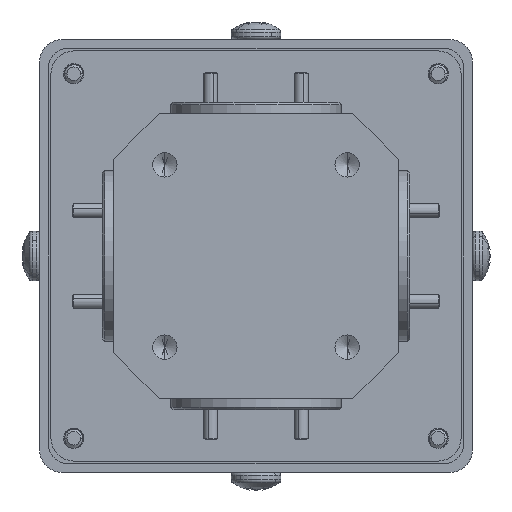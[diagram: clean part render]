
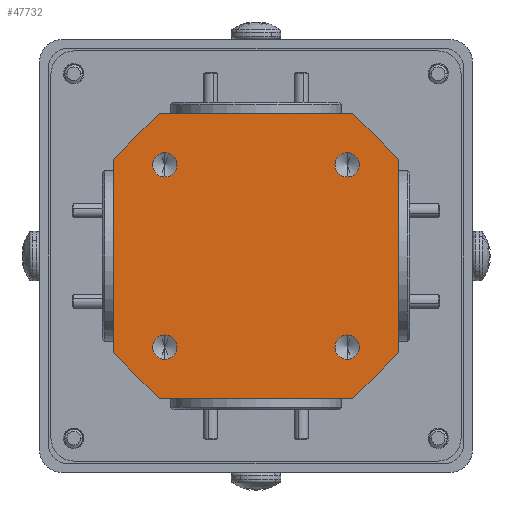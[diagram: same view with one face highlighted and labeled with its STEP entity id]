
A CAD part, front view. The second image highlights one B-rep face of the part: STEP entity #47732.
In plain terms, the highlighted planar face has unit normal (0, -1, 0).
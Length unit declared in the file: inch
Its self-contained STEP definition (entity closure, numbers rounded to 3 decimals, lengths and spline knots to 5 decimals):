
#427 = CARTESIAN_POINT ( 'NONE',  ( 0.4, 0., -0.4 ) ) ;
#508 = VERTEX_POINT ( 'NONE', #33369 ) ;
#681 = LINE ( 'NONE', #90572, #59405 ) ;
#1776 = VERTEX_POINT ( 'NONE', #120126 ) ;
#3192 = CIRCLE ( 'NONE', #78511, 0.05325 ) ;
#3724 = FACE_BOUND ( 'NONE', #130314, .T. ) ;
#5727 = VECTOR ( 'NONE', #7853, 39.37008 ) ;
#5775 = DIRECTION ( 'NONE',  ( 0., -1., 0. ) ) ;
#7843 = EDGE_LOOP ( 'NONE', ( #142111, #58165, #100332, #18666, #40561, #38592, #101878, #133105 ) ) ;
#7853 = DIRECTION ( 'NONE',  ( 1., 0., 0. ) ) ;
#7919 = VECTOR ( 'NONE', #113443, 39.37008 ) ;
#7995 = AXIS2_PLACEMENT_3D ( 'NONE', #74283, #5775, #114367 ) ;
#8097 = CIRCLE ( 'NONE', #7995, 0.05325 ) ;
#8269 = VERTEX_POINT ( 'NONE', #144110 ) ;
#9157 = VERTEX_POINT ( 'NONE', #81513 ) ;
#10197 = CARTESIAN_POINT ( 'NONE',  ( 0.425, 0., -0.625 ) ) ;
#10264 = EDGE_CURVE ( 'NONE', #22914, #53977, #142377, .T. ) ;
#11759 = DIRECTION ( 'NONE',  ( 0., -1., 0. ) ) ;
#12379 = CARTESIAN_POINT ( 'NONE',  ( -0.425, 0., -0.625 ) ) ;
#14776 = DIRECTION ( 'NONE',  ( 0., -1., 0. ) ) ;
#14981 = VERTEX_POINT ( 'NONE', #22983 ) ;
#15359 = CARTESIAN_POINT ( 'NONE',  ( 0.525, 0., -0.525 ) ) ;
#15500 = FACE_BOUND ( 'NONE', #79866, .T. ) ;
#15812 = EDGE_CURVE ( 'NONE', #115148, #1776, #131691, .T. ) ;
#15928 = AXIS2_PLACEMENT_3D ( 'NONE', #427, #34299, #101356 ) ;
#16781 = AXIS2_PLACEMENT_3D ( 'NONE', #59016, #138683, #37626 ) ;
#18020 = DIRECTION ( 'NONE',  ( 0., -1., 0. ) ) ;
#18191 = CARTESIAN_POINT ( 'NONE',  ( -0.625, 0., 0.625 ) ) ;
#18666 = ORIENTED_EDGE ( 'NONE', *, *, #81682, .T. ) ;
#18798 = EDGE_CURVE ( 'NONE', #88766, #1776, #105800, .T. ) ;
#20101 = EDGE_CURVE ( 'NONE', #14981, #137541, #55468, .T. ) ;
#21033 = CARTESIAN_POINT ( 'NONE',  ( -0.4, 0., 0.4 ) ) ;
#21353 = CARTESIAN_POINT ( 'NONE',  ( 0.4, 0., 0.4 ) ) ;
#22079 = CIRCLE ( 'NONE', #40893, 0.05325 ) ;
#22914 = VERTEX_POINT ( 'NONE', #10197 ) ;
#22983 = CARTESIAN_POINT ( 'NONE',  ( -0.4, 0., 0.34675 ) ) ;
#23541 = CARTESIAN_POINT ( 'NONE',  ( 0.625, 0., 0.425 ) ) ;
#25303 = CIRCLE ( 'NONE', #15928, 0.05325 ) ;
#28515 = VERTEX_POINT ( 'NONE', #63666 ) ;
#32702 = DIRECTION ( 'NONE',  ( 0., 0., 1. ) ) ;
#33369 = CARTESIAN_POINT ( 'NONE',  ( 0.4, 0., -0.34675 ) ) ;
#34299 = DIRECTION ( 'NONE',  ( 0., -1., 0. ) ) ;
#35411 = VERTEX_POINT ( 'NONE', #72968 ) ;
#37626 = DIRECTION ( 'NONE',  ( 0., 0., -1. ) ) ;
#38592 = ORIENTED_EDGE ( 'NONE', *, *, #112150, .T. ) ;
#38881 = EDGE_CURVE ( 'NONE', #145724, #9157, #44481, .T. ) ;
#39364 = CARTESIAN_POINT ( 'NONE',  ( -0.4, 0., 0.4 ) ) ;
#40561 = ORIENTED_EDGE ( 'NONE', *, *, #38881, .F. ) ;
#40893 = AXIS2_PLACEMENT_3D ( 'NONE', #97945, #72207, #51556 ) ;
#41390 = CARTESIAN_POINT ( 'NONE',  ( 0.625, 0., -0.425 ) ) ;
#41846 = CARTESIAN_POINT ( 'NONE',  ( -0.4, 0., 0.45325 ) ) ;
#42724 = EDGE_CURVE ( 'NONE', #88766, #142364, #135980, .T. ) ;
#43841 = VECTOR ( 'NONE', #32702, 39.37008 ) ;
#44481 = LINE ( 'NONE', #56265, #43841 ) ;
#47732 = ADVANCED_FACE ( 'NONE', ( #59713, #15500, #130477, #128277, #3724 ), #51578, .T. ) ;
#48530 = LINE ( 'NONE', #15359, #7919 ) ;
#51556 = DIRECTION ( 'NONE',  ( 0., 0., -1. ) ) ;
#51578 = PLANE ( 'NONE',  #104457 ) ;
#51730 = ORIENTED_EDGE ( 'NONE', *, *, #55221, .F. ) ;
#53977 = VERTEX_POINT ( 'NONE', #12379 ) ;
#55221 = EDGE_CURVE ( 'NONE', #104513, #8269, #8097, .T. ) ;
#55468 = CIRCLE ( 'NONE', #100166, 0.05325 ) ;
#56265 = CARTESIAN_POINT ( 'NONE',  ( -0.625, 0., 0.625 ) ) ;
#58165 = ORIENTED_EDGE ( 'NONE', *, *, #18798, .T. ) ;
#58253 = EDGE_CURVE ( 'NONE', #137541, #14981, #140088, .T. ) ;
#58489 = DIRECTION ( 'NONE',  ( 0., 0., -1. ) ) ;
#59016 = CARTESIAN_POINT ( 'NONE',  ( -0.4, 0., -0.4 ) ) ;
#59405 = VECTOR ( 'NONE', #92737, 39.37008 ) ;
#59713 = FACE_OUTER_BOUND ( 'NONE', #7843, .T. ) ;
#61250 = CARTESIAN_POINT ( 'NONE',  ( -0.625, 0., -0.425 ) ) ;
#62757 = CARTESIAN_POINT ( 'NONE',  ( -0.525, 0., -0.525 ) ) ;
#63666 = CARTESIAN_POINT ( 'NONE',  ( 0.4, 0., 0.45325 ) ) ;
#65970 = DIRECTION ( 'NONE',  ( 0., -1., 0. ) ) ;
#67542 = EDGE_CURVE ( 'NONE', #22914, #142364, #48530, .T. ) ;
#67993 = CARTESIAN_POINT ( 'NONE',  ( -0.4, 0., -0.34675 ) ) ;
#72207 = DIRECTION ( 'NONE',  ( 0., -1., 0. ) ) ;
#72634 = DIRECTION ( 'NONE',  ( -0.707, 0., 0.707 ) ) ;
#72968 = CARTESIAN_POINT ( 'NONE',  ( 0.4, 0., 0.34675 ) ) ;
#74283 = CARTESIAN_POINT ( 'NONE',  ( -0.4, 0., -0.4 ) ) ;
#74418 = VECTOR ( 'NONE', #109122, 39.37008 ) ;
#75518 = VERTEX_POINT ( 'NONE', #88589 ) ;
#77127 = ORIENTED_EDGE ( 'NONE', *, *, #87135, .F. ) ;
#78511 = AXIS2_PLACEMENT_3D ( 'NONE', #124742, #111473, #132896 ) ;
#79789 = CIRCLE ( 'NONE', #126963, 0.05325 ) ;
#79866 = EDGE_LOOP ( 'NONE', ( #77127, #118239 ) ) ;
#81513 = CARTESIAN_POINT ( 'NONE',  ( -0.625, 0., 0.425 ) ) ;
#81682 = EDGE_CURVE ( 'NONE', #115148, #9157, #681, .T. ) ;
#82045 = CARTESIAN_POINT ( 'NONE',  ( 0.625, 0., 0.625 ) ) ;
#82366 = ORIENTED_EDGE ( 'NONE', *, *, #107955, .F. ) ;
#82942 = ORIENTED_EDGE ( 'NONE', *, *, #114384, .F. ) ;
#86428 = ORIENTED_EDGE ( 'NONE', *, *, #129325, .F. ) ;
#87135 = EDGE_CURVE ( 'NONE', #75518, #508, #22079, .T. ) ;
#88589 = CARTESIAN_POINT ( 'NONE',  ( 0.4, 0., -0.45325 ) ) ;
#88766 = VERTEX_POINT ( 'NONE', #23541 ) ;
#90572 = CARTESIAN_POINT ( 'NONE',  ( -0.525, 0., 0.525 ) ) ;
#92737 = DIRECTION ( 'NONE',  ( -0.707, 0., -0.707 ) ) ;
#93089 = EDGE_CURVE ( 'NONE', #508, #75518, #25303, .T. ) ;
#93125 = CARTESIAN_POINT ( 'NONE',  ( -0.425, 0., 0.625 ) ) ;
#96730 = CIRCLE ( 'NONE', #16781, 0.05325 ) ;
#97945 = CARTESIAN_POINT ( 'NONE',  ( 0.4, 0., -0.4 ) ) ;
#100166 = AXIS2_PLACEMENT_3D ( 'NONE', #21033, #65970, #110941 ) ;
#100332 = ORIENTED_EDGE ( 'NONE', *, *, #15812, .F. ) ;
#101230 = VECTOR ( 'NONE', #106228, 39.37008 ) ;
#101356 = DIRECTION ( 'NONE',  ( 0., 0., -1. ) ) ;
#101444 = EDGE_LOOP ( 'NONE', ( #123618, #130791 ) ) ;
#101878 = ORIENTED_EDGE ( 'NONE', *, *, #10264, .F. ) ;
#104457 = AXIS2_PLACEMENT_3D ( 'NONE', #139364, #14776, #129008 ) ;
#104513 = VERTEX_POINT ( 'NONE', #67993 ) ;
#105504 = LINE ( 'NONE', #62757, #101230 ) ;
#105800 = LINE ( 'NONE', #127235, #142571 ) ;
#106228 = DIRECTION ( 'NONE',  ( 0.707, 0., -0.707 ) ) ;
#107955 = EDGE_CURVE ( 'NONE', #28515, #35411, #79789, .T. ) ;
#109122 = DIRECTION ( 'NONE',  ( -1., 0., 0. ) ) ;
#110941 = DIRECTION ( 'NONE',  ( 0., 0., -1. ) ) ;
#111473 = DIRECTION ( 'NONE',  ( 0., -1., 0. ) ) ;
#112150 = EDGE_CURVE ( 'NONE', #145724, #53977, #105504, .T. ) ;
#113443 = DIRECTION ( 'NONE',  ( 0.707, 0., 0.707 ) ) ;
#114163 = AXIS2_PLACEMENT_3D ( 'NONE', #39364, #18020, #130793 ) ;
#114367 = DIRECTION ( 'NONE',  ( 0., 0., -1. ) ) ;
#114384 = EDGE_CURVE ( 'NONE', #8269, #104513, #96730, .T. ) ;
#115148 = VERTEX_POINT ( 'NONE', #93125 ) ;
#118072 = EDGE_LOOP ( 'NONE', ( #82942, #51730 ) ) ;
#118239 = ORIENTED_EDGE ( 'NONE', *, *, #93089, .F. ) ;
#118756 = CARTESIAN_POINT ( 'NONE',  ( -0.625, 0., -0.625 ) ) ;
#120126 = CARTESIAN_POINT ( 'NONE',  ( 0.425, 0., 0.625 ) ) ;
#123618 = ORIENTED_EDGE ( 'NONE', *, *, #20101, .F. ) ;
#124742 = CARTESIAN_POINT ( 'NONE',  ( 0.4, 0., 0.4 ) ) ;
#126963 = AXIS2_PLACEMENT_3D ( 'NONE', #21353, #11759, #134858 ) ;
#127235 = CARTESIAN_POINT ( 'NONE',  ( 0.525, 0., 0.525 ) ) ;
#128277 = FACE_BOUND ( 'NONE', #101444, .T. ) ;
#129008 = DIRECTION ( 'NONE',  ( 0., 0., -1. ) ) ;
#129325 = EDGE_CURVE ( 'NONE', #35411, #28515, #3192, .T. ) ;
#130314 = EDGE_LOOP ( 'NONE', ( #86428, #82366 ) ) ;
#130477 = FACE_BOUND ( 'NONE', #118072, .T. ) ;
#130791 = ORIENTED_EDGE ( 'NONE', *, *, #58253, .F. ) ;
#130793 = DIRECTION ( 'NONE',  ( 0., 0., -1. ) ) ;
#131691 = LINE ( 'NONE', #18191, #5727 ) ;
#132896 = DIRECTION ( 'NONE',  ( 0., 0., -1. ) ) ;
#133105 = ORIENTED_EDGE ( 'NONE', *, *, #67542, .T. ) ;
#134858 = DIRECTION ( 'NONE',  ( 0., 0., -1. ) ) ;
#135980 = LINE ( 'NONE', #82045, #142930 ) ;
#137541 = VERTEX_POINT ( 'NONE', #41846 ) ;
#138683 = DIRECTION ( 'NONE',  ( 0., -1., 0. ) ) ;
#139364 = CARTESIAN_POINT ( 'NONE',  ( 0., 0., 0. ) ) ;
#140088 = CIRCLE ( 'NONE', #114163, 0.05325 ) ;
#142111 = ORIENTED_EDGE ( 'NONE', *, *, #42724, .F. ) ;
#142364 = VERTEX_POINT ( 'NONE', #41390 ) ;
#142377 = LINE ( 'NONE', #118756, #74418 ) ;
#142571 = VECTOR ( 'NONE', #72634, 39.37008 ) ;
#142930 = VECTOR ( 'NONE', #58489, 39.37008 ) ;
#144110 = CARTESIAN_POINT ( 'NONE',  ( -0.4, 0., -0.45325 ) ) ;
#145724 = VERTEX_POINT ( 'NONE', #61250 ) ;
